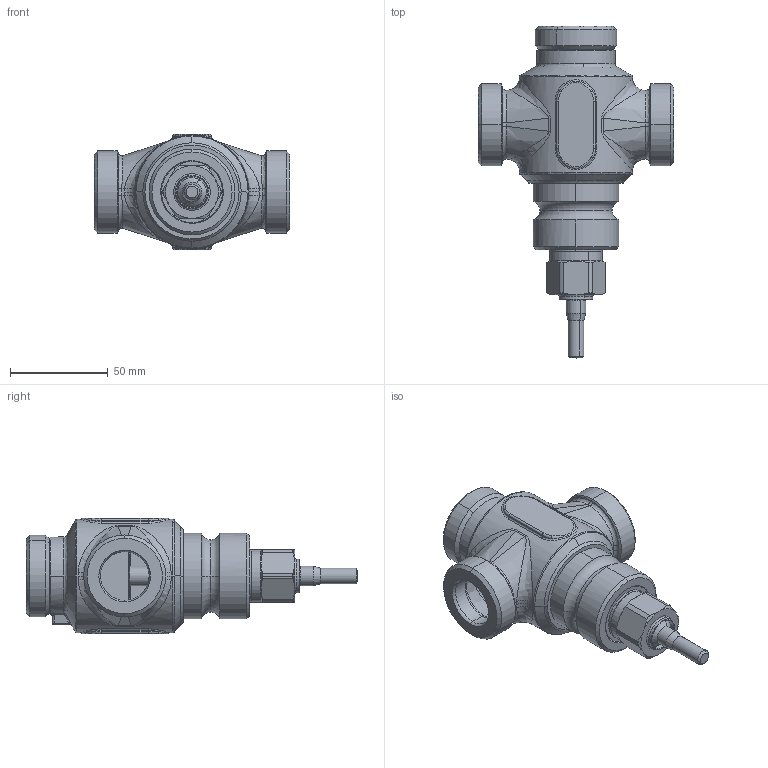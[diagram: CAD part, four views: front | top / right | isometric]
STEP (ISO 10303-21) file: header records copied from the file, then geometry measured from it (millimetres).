
FILE_DESCRIPTION(('CATIA V5 STEP'),'2;1');
FILE_NAME('VLE132 DN20.stp','2014-05-27T06:12:49+00:00',('none'),('none'),'CATIA Version 5 Release 20 SP 6 (IN-10)','CATIA V5 STEP AP203','none');
FILE_SCHEMA(('CONFIG_CONTROL_DESIGN'));
Length unit declared in the file: millimetre
Products named in the file (2): Product1; 954-1367s1
Assembly tree (11 placements, depth 3):
  Product1
    #58
    954-1367s1
      #17218
      #19687  x2
      #19810  x2
      #20186
      #20355
    #20537
    #20861
Bounding box: 100 x 169.95 x 59 mm (x, y, z)
Volume: 150214.5 mm3; surface area: 66626.1 mm2
Topology: 10 solids, 10 shells, 517 faces, 1181 edges, 699 vertices
Faces by surface type: cylinder 152, bspline 106, plane 89, torus 87, cone 81, sphere 2
Entity records: 22294 total; most frequent: CARTESIAN_POINT 12524, ORIENTED_EDGE 2282, DIRECTION 1402, EDGE_CURVE 1141, AXIS2_PLACEMENT_3D 787, VERTEX_POINT 679, EDGE_LOOP 536, ADVANCED_FACE 498
